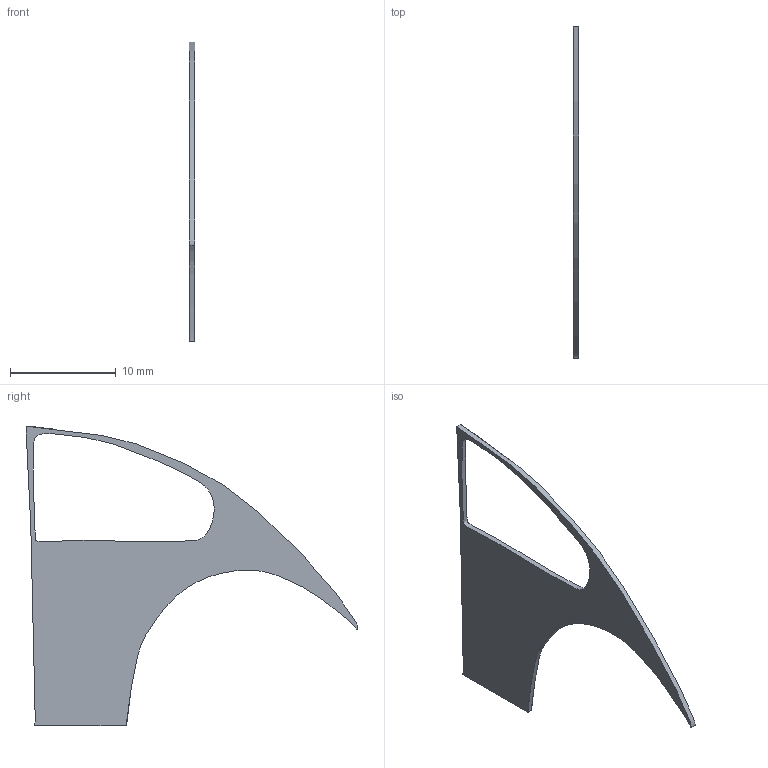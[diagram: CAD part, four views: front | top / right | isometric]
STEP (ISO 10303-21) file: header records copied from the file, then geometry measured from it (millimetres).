
FILE_DESCRIPTION(/* description */ (''),/* implementation_level */ '2;1');
FILE_NAME(/* name */ '5fd18d363404fa1517db3308',/* time_stamp */ '2020-12-10T02:51:34+00:00',/* author */ (''),/* organization */ (''),/* preprocessor_version */ 'ST-DEVELOPER v16.7',/* originating_system */ $,/* authorisation */ $);
FILE_SCHEMA (('AUTOMOTIVE_DESIGN {1 0 10303 214 3 1 1}'));
Length unit declared in the file: metre
Products named in the file (1): puertatraiz
Bounding box: 0.5 x 31.3 x 28.3 mm (x, y, z)
Volume: 112.6 mm3; surface area: 654.4 mm2
Topology: 1 solids, 1 shells, 4 faces, 6 edges, 4 vertices
Faces by surface type: bspline 2, plane 2
Entity records: 310 total; most frequent: CARTESIAN_POINT 215, ORIENTED_EDGE 8, EDGE_LOOP 8, FACE_BOUND 8, DIRECTION 6, EDGE_CURVE 4, VERTEX_POINT 4, B_SPLINE_CURVE_WITH_KNOTS 4
